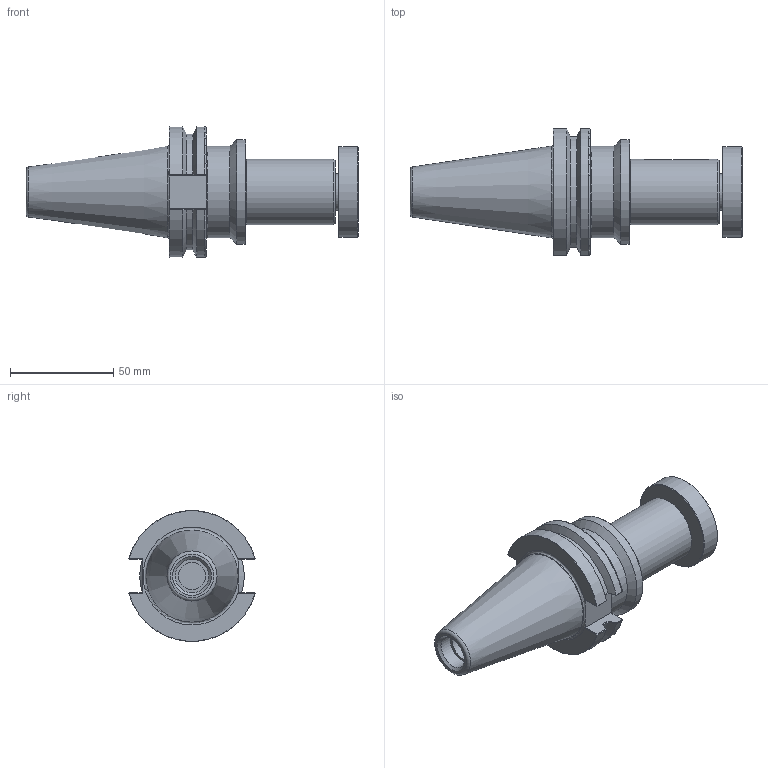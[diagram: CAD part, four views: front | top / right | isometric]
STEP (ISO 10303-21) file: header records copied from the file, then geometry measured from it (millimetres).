
FILE_DESCRIPTION(/* description */ (''),/* implementation_level */ '2;1');
FILE_NAME(/* name */ 'CAT40 HMA1.25-1.5D.step',/* time_stamp */ '2025-08-06T15:56:56-05:00',/* author */ (''),/* organization */ (''),/* preprocessor_version */ 'ST-DEVELOPER v20.1',/* originating_system */ 'Autodesk Translation Framework v14.10.0.0',/* authorisation */ '');
FILE_SCHEMA (('AUTOMOTIVE_DESIGN { 1 0 10303 214 3 1 1 }'));
Length unit declared in the file: inch
Products named in the file (2): CAT40 Dual Contact Template; CAT40 Dual Contact 2.69 v1
Assembly tree (1 placements, depth 2):
  CAT40 Dual Contact Template
    CAT40 Dual Contact 2.69 v1
Bounding box: 160.86 x 61.14 x 63.26 mm (x, y, z)
Volume: 167043.3 mm3; surface area: 36311.2 mm2
Topology: 2 solids, 2 shells, 108 faces, 271 edges, 174 vertices
Faces by surface type: plane 48, cylinder 20, cone 17, bspline 16, torus 7
Full cylindrical faces by diameter (mm): 11.112 x1, 13.386 x1, 16.256 x1, 17.45 x1, 17.475 x1, 19.634 x1, 31.496 x1, 31.75 x1, 43.942 x1, 44.247 x1, 44.45 x1, 50.724 x1
Entity records: 4004 total; most frequent: CARTESIAN_POINT 1341, ORIENTED_EDGE 540, DIRECTION 486, EDGE_CURVE 270, VERTEX_POINT 174, AXIS2_PLACEMENT_3D 170, LINE 146, VECTOR 146
